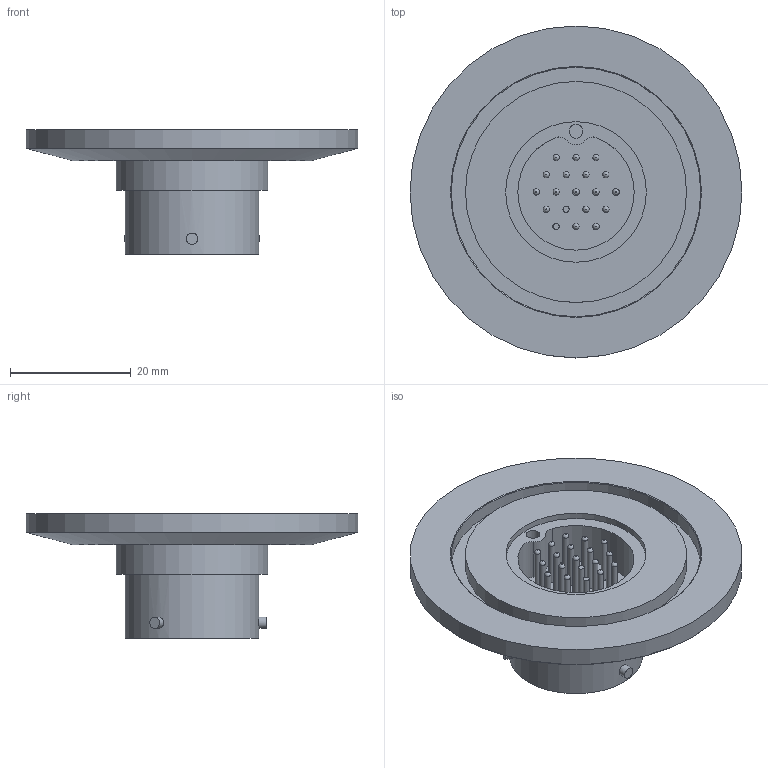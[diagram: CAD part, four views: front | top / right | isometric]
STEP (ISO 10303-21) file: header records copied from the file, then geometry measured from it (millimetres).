
FILE_DESCRIPTION (( 'STEP AP214' ), '1' );
FILE_NAME ('MILC-19KS-KF40 Fullvac.STEP', '2023-11-21T14:11:04', ( '' ), ( '' ), 'SwSTEP 2.0', 'SolidWorks 2017', '' );
FILE_SCHEMA (( 'AUTOMOTIVE_DESIGN' ));
Length unit declared in the file: millimetre
Products named in the file (1): MILC-19KS-KF40 Fullvac
Bounding box: 55.08 x 55.08 x 20.57 mm (x, y, z)
Volume: 11344.7 mm3; surface area: 9414.5 mm2
Topology: 1 solids, 1 shells, 214 faces, 388 edges, 253 vertices
Faces by surface type: plane 89, cylinder 89, torus 34, cone 2
Full cylindrical faces by diameter (mm): 1.016 x38, 1.067 x25, 1.143 x1, 1.876 x3, 2.286 x1, 20.955 x1, 22.174 x1, 23.317 x1, 25.146 x1, 36.678 x1, 41.402 x1, 55.08 x1
Entity records: 4712 total; most frequent: DIRECTION 898, CARTESIAN_POINT 802, ORIENTED_EDGE 518, AXIS2_PLACEMENT_3D 427, EDGE_LOOP 402, FACE_OUTER_BOUND 323, EDGE_CURVE 259, VERTEX_POINT 235
